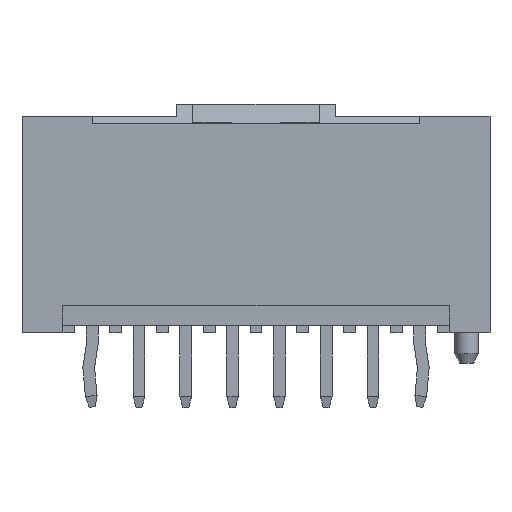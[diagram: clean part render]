
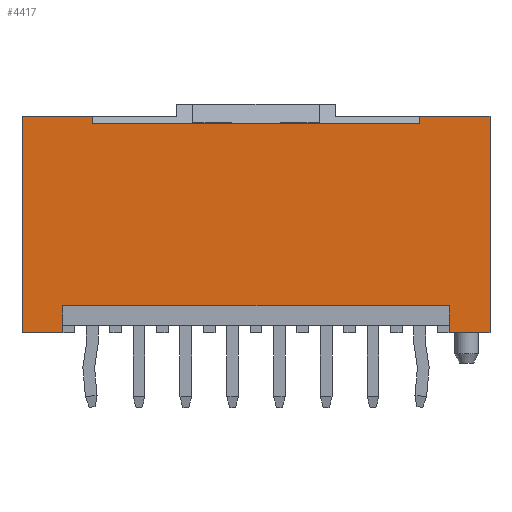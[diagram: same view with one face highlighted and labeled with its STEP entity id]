
A CAD part, front view. The second image highlights one B-rep face of the part: STEP entity #4417.
In plain terms, the highlighted planar face has unit normal (0, -1, 0).
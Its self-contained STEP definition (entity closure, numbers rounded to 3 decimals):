
#33=DIRECTION('',(0.,0.,-1.));
#34=VECTOR('',#33,9.25);
#35=CARTESIAN_POINT('',(-10.,-2.9,9.25));
#36=LINE('',#35,#34);
#389=DIRECTION('',(1.,0.,0.));
#390=VECTOR('',#389,14.);
#391=CARTESIAN_POINT('',(-7.,-2.9,8.95));
#392=LINE('',#391,#390);
#393=DIRECTION('',(0.,0.,-1.));
#394=VECTOR('',#393,0.3);
#395=CARTESIAN_POINT('',(7.,-2.9,9.25));
#396=LINE('',#395,#394);
#397=DIRECTION('',(1.,0.,0.));
#398=VECTOR('',#397,3.);
#399=CARTESIAN_POINT('',(7.,-2.9,9.25));
#400=LINE('',#399,#398);
#401=DIRECTION('',(0.,0.,-1.));
#402=VECTOR('',#401,1.15);
#403=CARTESIAN_POINT('',(8.25,-2.9,1.15));
#404=LINE('',#403,#402);
#405=DIRECTION('',(1.,0.,0.));
#406=VECTOR('',#405,16.5);
#407=CARTESIAN_POINT('',(-8.25,-2.9,1.15));
#408=LINE('',#407,#406);
#409=DIRECTION('',(0.,0.,-1.));
#410=VECTOR('',#409,1.15);
#411=CARTESIAN_POINT('',(-8.25,-2.9,1.15));
#412=LINE('',#411,#410);
#413=DIRECTION('',(1.,0.,0.));
#414=VECTOR('',#413,3.);
#415=CARTESIAN_POINT('',(-10.,-2.9,9.25));
#416=LINE('',#415,#414);
#417=DIRECTION('',(0.,0.,-1.));
#418=VECTOR('',#417,0.3);
#419=CARTESIAN_POINT('',(-7.,-2.9,9.25));
#420=LINE('',#419,#418);
#1374=DIRECTION('',(1.,0.,0.));
#1375=VECTOR('',#1374,1.75);
#1376=CARTESIAN_POINT('',(-10.,-2.9,0.));
#1377=LINE('',#1376,#1375);
#1382=DIRECTION('',(1.,0.,0.));
#1383=VECTOR('',#1382,1.75);
#1384=CARTESIAN_POINT('',(8.25,-2.9,0.));
#1385=LINE('',#1384,#1383);
#1472=DIRECTION('',(0.,0.,-1.));
#1473=VECTOR('',#1472,9.25);
#1474=CARTESIAN_POINT('',(10.,-2.9,9.25));
#1475=LINE('',#1474,#1473);
#3089=CARTESIAN_POINT('',(-10.,-2.9,9.25));
#3090=VERTEX_POINT('',#3089);
#3091=CARTESIAN_POINT('',(-10.,-2.9,0.));
#3092=VERTEX_POINT('',#3091);
#3105=CARTESIAN_POINT('',(10.,-2.9,9.25));
#3106=VERTEX_POINT('',#3105);
#3107=CARTESIAN_POINT('',(10.,-2.9,0.));
#3108=VERTEX_POINT('',#3107);
#3163=CARTESIAN_POINT('',(-8.25,-2.9,1.15));
#3164=CARTESIAN_POINT('',(-8.25,-2.9,0.));
#3165=VERTEX_POINT('',#3163);
#3166=VERTEX_POINT('',#3164);
#3167=CARTESIAN_POINT('',(8.25,-2.9,1.15));
#3168=CARTESIAN_POINT('',(8.25,-2.9,0.));
#3169=VERTEX_POINT('',#3167);
#3170=VERTEX_POINT('',#3168);
#3423=CARTESIAN_POINT('',(-7.,-2.9,8.95));
#3424=CARTESIAN_POINT('',(7.,-2.9,8.95));
#3425=VERTEX_POINT('',#3423);
#3426=VERTEX_POINT('',#3424);
#3427=CARTESIAN_POINT('',(7.,-2.9,9.25));
#3428=VERTEX_POINT('',#3427);
#3429=CARTESIAN_POINT('',(-7.,-2.9,9.25));
#3430=VERTEX_POINT('',#3429);
#4388=CARTESIAN_POINT('',(-10.,-2.9,9.25));
#4389=DIRECTION('',(0.,-1.,0.));
#4390=DIRECTION('',(0.,0.,-1.));
#4391=AXIS2_PLACEMENT_3D('',#4388,#4389,#4390);
#4392=PLANE('',#4391);
#4394=ORIENTED_EDGE('',*,*,#4393,.T.);
#4396=ORIENTED_EDGE('',*,*,#4395,.F.);
#4398=ORIENTED_EDGE('',*,*,#4397,.T.);
#4400=ORIENTED_EDGE('',*,*,#4399,.T.);
#4402=ORIENTED_EDGE('',*,*,#4401,.F.);
#4403=ORIENTED_EDGE('',*,*,#4357,.F.);
#4405=ORIENTED_EDGE('',*,*,#4404,.F.);
#4407=ORIENTED_EDGE('',*,*,#4406,.T.);
#4409=ORIENTED_EDGE('',*,*,#4408,.F.);
#4410=ORIENTED_EDGE('',*,*,#4088,.F.);
#4412=ORIENTED_EDGE('',*,*,#4411,.T.);
#4414=ORIENTED_EDGE('',*,*,#4413,.T.);
#4415=EDGE_LOOP('',(#4394,#4396,#4398,#4400,#4402,#4403,#4405,#4407,#4409,#4410,
#4412,#4414));
#4416=FACE_OUTER_BOUND('',#4415,.F.);
#4417=ADVANCED_FACE('',(#4416),#4392,.T.);
#4088=EDGE_CURVE('',#3090,#3092,#36,.T.);
#4357=EDGE_CURVE('',#3169,#3170,#404,.T.);
#4393=EDGE_CURVE('',#3425,#3426,#392,.T.);
#4395=EDGE_CURVE('',#3428,#3426,#396,.T.);
#4397=EDGE_CURVE('',#3428,#3106,#400,.T.);
#4399=EDGE_CURVE('',#3106,#3108,#1475,.T.);
#4401=EDGE_CURVE('',#3170,#3108,#1385,.T.);
#4404=EDGE_CURVE('',#3165,#3169,#408,.T.);
#4406=EDGE_CURVE('',#3165,#3166,#412,.T.);
#4408=EDGE_CURVE('',#3092,#3166,#1377,.T.);
#4411=EDGE_CURVE('',#3090,#3430,#416,.T.);
#4413=EDGE_CURVE('',#3430,#3425,#420,.T.);
